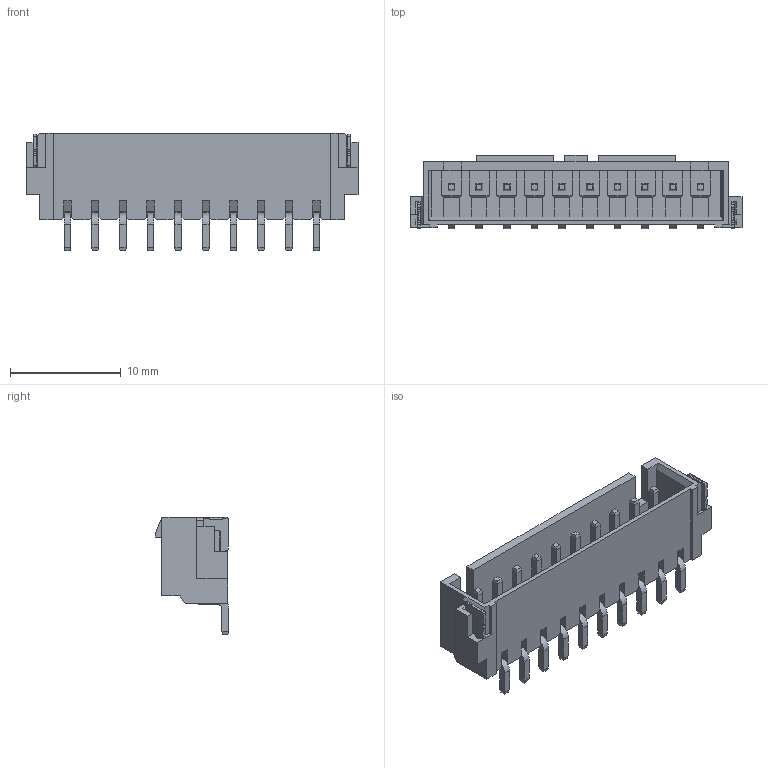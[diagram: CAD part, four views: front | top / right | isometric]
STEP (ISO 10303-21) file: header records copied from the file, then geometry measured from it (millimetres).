
FILE_DESCRIPTION((''),'2;1');
FILE_NAME('250-WTB-M-RA-SMT-CONN-10P','2020-07-06T',('Administrator'),(''),'PRO/ENGINEER BY PARAMETRIC TECHNOLOGY CORPORATION, 2009440','PRO/ENGINEER BY PARAMETRIC TECHNOLOGY CORPORATION, 2009440','');
FILE_SCHEMA(('CONFIG_CONTROL_DESIGN'));
Length unit declared in the file: millimetre
Products named in the file (1): 250-WTB-M-RA-SMT-CONN-10P
Bounding box: 30 x 6.65 x 10.6 mm (x, y, z)
Volume: 593.7 mm3; surface area: 1595.2 mm2
Topology: 1 solids, 1 shells, 642 faces, 1717 edges, 1090 vertices
Faces by surface type: plane 557, cylinder 85
Entity records: 19609 total; most frequent: CARTESIAN_POINT 3469, ORIENTED_EDGE 3434, DIRECTION 3167, EDGE_CURVE 1717, VECTOR 1535, LINE 1535, VERTEX_POINT 1090, AXIS2_PLACEMENT_3D 816
